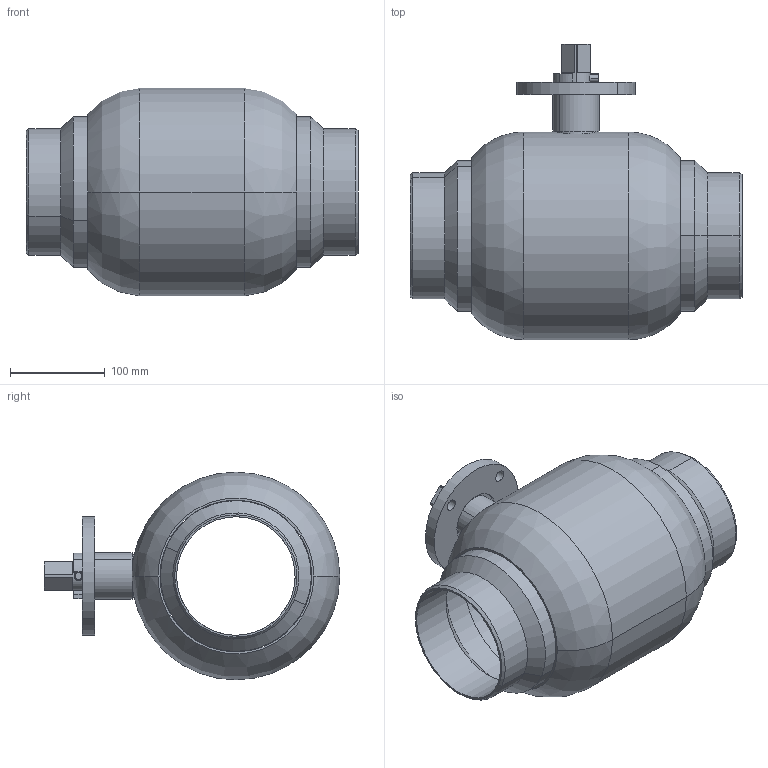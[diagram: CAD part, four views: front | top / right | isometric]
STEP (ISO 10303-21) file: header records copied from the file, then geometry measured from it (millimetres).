
FILE_DESCRIPTION (( 'STEP AP214' ), '1' );
FILE_NAME ('通径DN125焊接球阀-蜗轮盘.STEP', '2026-01-29T02:20:08', ( '' ), ( '' ), 'SwSTEP 2.0', 'SolidWorks 2022', '' );
FILE_SCHEMA (( 'AUTOMOTIVE_DESIGN' ));
Length unit declared in the file: millimetre
Products named in the file (7): 125-150攫 - 萵掛; Q61F-150-16詩种; Q61F-150-1概极樓馱; 通径DN125焊接球阀-蜗轮盘; 概裝蜊傻; Q61F-150-5粣杶; 125 籵噤傻諉
Assembly tree (7 placements, depth 2):
  通径DN125焊接球阀-蜗轮盘
    Q61F-150-1概极樓馱
    Q61F-150-5粣杶
    概裝蜊傻
    Q61F-150-16詩种
    125 籵噤傻諉  x2
    125-150攫 - 萵掛
Bounding box: 350 x 311.5 x 219 mm (x, y, z)
Volume: 1764736.7 mm3; surface area: 571331 mm2
Topology: 7 solids, 7 shells, 165 faces, 373 edges, 234 vertices
Faces by surface type: cylinder 79, plane 52, cone 16, torus 14, bspline 4
Entity records: 7916 total; most frequent: CARTESIAN_POINT 4053, DIRECTION 773, ORIENTED_EDGE 662, EDGE_CURVE 331, AXIS2_PLACEMENT_3D 320, VERTEX_POINT 210, EDGE_LOOP 175, CIRCLE 170
